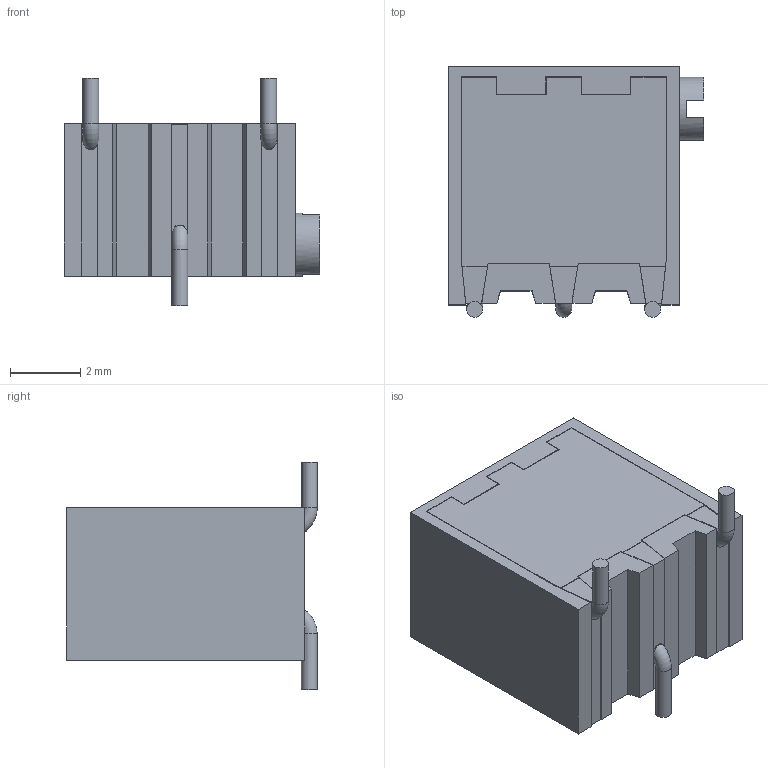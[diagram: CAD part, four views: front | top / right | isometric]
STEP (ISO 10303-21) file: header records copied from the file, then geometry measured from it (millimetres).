
FILE_DESCRIPTION(/* description */ ('Unknown'),/* implementation_level */ '2;1');
FILE_NAME(/* name */ 'TS63X-VISHAY',/* time_stamp */ '2018-10-15T16:33:18+02:00',/* author */ ('Unknown'),/* organization */ ('Unknown'),/* preprocessor_version */ 'ST-DEVELOPER v16.7',/* originating_system */ 'DEX',/* authorisation */ $);
FILE_SCHEMA (('AUTOMOTIVE_DESIGN {1 0 10303 214 3 1 1}'));
Length unit declared in the file: millimetre
Products named in the file (8): TS63X-VISHAY; 3926500_oa_0; 3926650_oa_1; Scellement TS6XY_oa_2; crochet lateral SXY _oa_3; crochet central SXY _oa_4; crochet lateral SXY _oa_5; Intérieur TS63
Assembly tree (7 placements, depth 2):
  TS63X-VISHAY
    3926500_oa_0
    3926650_oa_1
    Scellement TS6XY_oa_2
    crochet lateral SXY _oa_3
    crochet central SXY _oa_4
    crochet lateral SXY _oa_5
    Intérieur TS63
Bounding box: 7.3 x 7.16 x 6.5 mm (x, y, z)
Volume: 191.7 mm3; surface area: 546.4 mm2
Topology: 14 solids, 14 shells, 407 faces, 1064 edges, 700 vertices
Faces by surface type: plane 341, cylinder 28, bspline 23, torus 13, cone 2
Full cylindrical faces by diameter (mm): 0.45 x10, 1.1 x2, 1.8 x1
Entity records: 14711 total; most frequent: CARTESIAN_POINT 4276, ORIENTED_EDGE 2046, DIRECTION 1699, EDGE_CURVE 1023, LINE 773, VECTOR 773, VERTEX_POINT 685, AXIS2_PLACEMENT_3D 463
